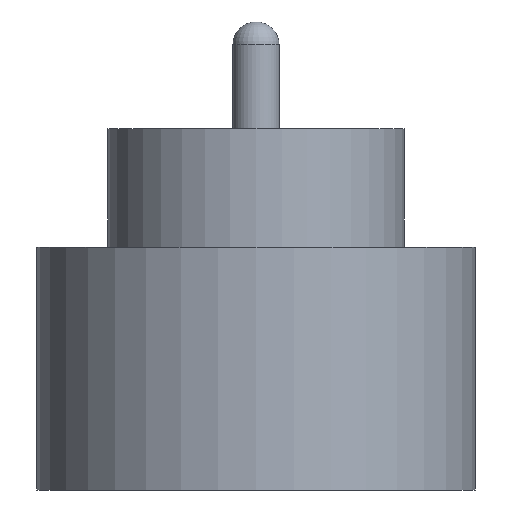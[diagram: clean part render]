
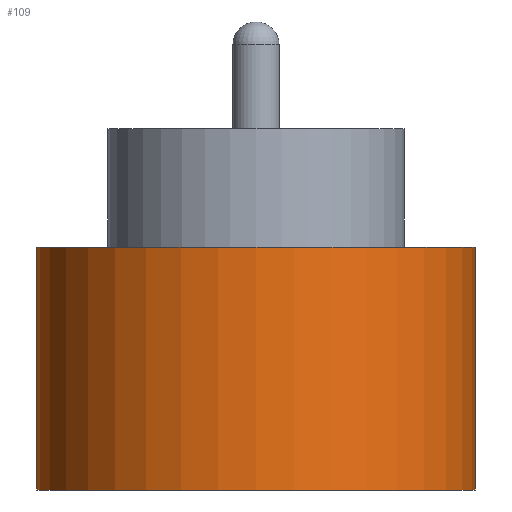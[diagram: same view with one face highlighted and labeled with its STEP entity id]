
A CAD part, front view. The second image highlights one B-rep face of the part: STEP entity #109.
In plain terms, the highlighted cylindrical face has radius 1.85 mm (diameter 3.7 mm), a partial arc.
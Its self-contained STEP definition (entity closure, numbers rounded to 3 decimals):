
#11 = EDGE_LOOP ( 'NONE', ( #125, #310, #112, #365 ) ) ;
#60 = VECTOR ( 'NONE', #74, 1000. ) ;
#74 = DIRECTION ( 'NONE',  ( 0., 0., -1. ) ) ;
#88 = VERTEX_POINT ( 'NONE', #252 ) ;
#96 = EDGE_CURVE ( 'NONE', #88, #625, #547, .T. ) ;
#97 = CARTESIAN_POINT ( 'NONE',  ( 0., 0., -0.5 ) ) ;
#100 = CIRCLE ( 'NONE', #773, 1.85 ) ;
#109 = ADVANCED_FACE ( 'NONE', ( #558 ), #694, .T. ) ;
#112 = ORIENTED_EDGE ( 'NONE', *, *, #96, .T. ) ;
#125 = ORIENTED_EDGE ( 'NONE', *, *, #627, .F. ) ;
#137 = CARTESIAN_POINT ( 'NONE',  ( 1.85, 0., 1.55 ) ) ;
#157 = VERTEX_POINT ( 'NONE', #137 ) ;
#176 = EDGE_CURVE ( 'NONE', #88, #157, #100, .T. ) ;
#224 = DIRECTION ( 'NONE',  ( 0., 0., 1. ) ) ;
#252 = CARTESIAN_POINT ( 'NONE',  ( -1.85, 0., 1.55 ) ) ;
#267 = CIRCLE ( 'NONE', #400, 1.85 ) ;
#269 = DIRECTION ( 'NONE',  ( -1., 0., 0. ) ) ;
#273 = CARTESIAN_POINT ( 'NONE',  ( -1.85, 0., 2.55 ) ) ;
#282 = EDGE_CURVE ( 'NONE', #625, #734, #267, .T. ) ;
#310 = ORIENTED_EDGE ( 'NONE', *, *, #176, .F. ) ;
#334 = DIRECTION ( 'NONE',  ( 0., 0., -1. ) ) ;
#354 = CARTESIAN_POINT ( 'NONE',  ( 0., 0., 1.55 ) ) ;
#360 = LINE ( 'NONE', #758, #60 ) ;
#365 = ORIENTED_EDGE ( 'NONE', *, *, #282, .T. ) ;
#378 = AXIS2_PLACEMENT_3D ( 'NONE', #644, #334, #269 ) ;
#400 = AXIS2_PLACEMENT_3D ( 'NONE', #97, #224, #661 ) ;
#521 = DIRECTION ( 'NONE',  ( 0., 0., -1. ) ) ;
#532 = CARTESIAN_POINT ( 'NONE',  ( -1.85, 0., -0.5 ) ) ;
#535 = VECTOR ( 'NONE', #521, 1000. ) ;
#545 = DIRECTION ( 'NONE',  ( 1., 0., 0. ) ) ;
#547 = LINE ( 'NONE', #273, #535 ) ;
#558 = FACE_OUTER_BOUND ( 'NONE', #11, .T. ) ;
#625 = VERTEX_POINT ( 'NONE', #532 ) ;
#627 = EDGE_CURVE ( 'NONE', #157, #734, #360, .T. ) ;
#644 = CARTESIAN_POINT ( 'NONE',  ( 0., 0., 2.55 ) ) ;
#659 = CARTESIAN_POINT ( 'NONE',  ( 1.85, 0., -0.5 ) ) ;
#661 = DIRECTION ( 'NONE',  ( 1., 0., 0. ) ) ;
#694 = CYLINDRICAL_SURFACE ( 'NONE', #378, 1.85 ) ;
#734 = VERTEX_POINT ( 'NONE', #659 ) ;
#758 = CARTESIAN_POINT ( 'NONE',  ( 1.85, 0., 2.55 ) ) ;
#773 = AXIS2_PLACEMENT_3D ( 'NONE', #354, #774, #545 ) ;
#774 = DIRECTION ( 'NONE',  ( 0., 0., 1. ) ) ;
